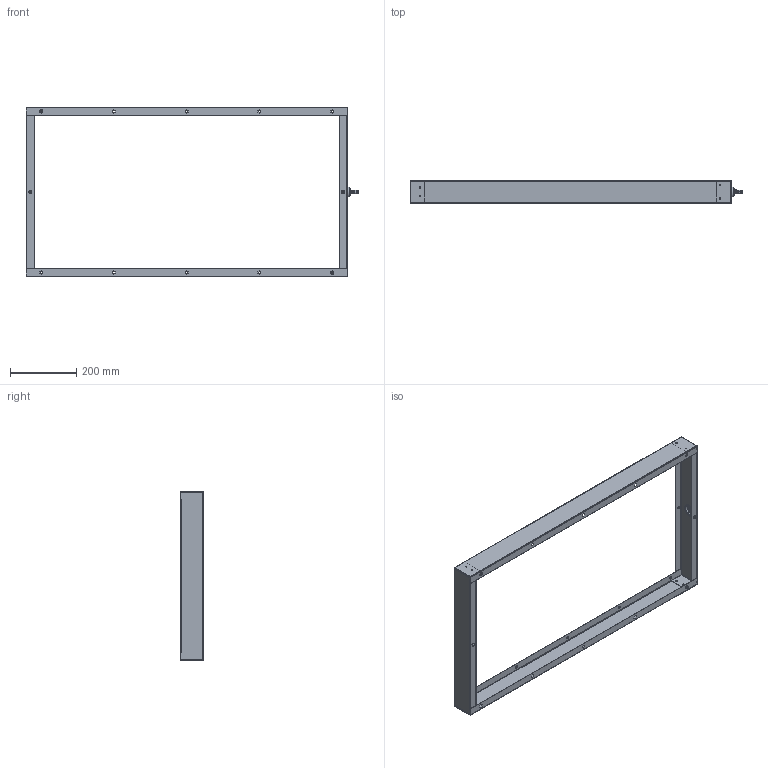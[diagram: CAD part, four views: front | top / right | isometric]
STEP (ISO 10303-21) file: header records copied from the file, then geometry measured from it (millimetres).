
FILE_DESCRIPTION((''),'2;1');
FILE_NAME('6805305_ASM','2020-01-07T09:37:49',('danielc'),(''),'CREO PARAMETRIC BY PTC INC, 2019080','CREO PARAMETRIC BY PTC INC, 2019080','');
FILE_SCHEMA(('CONFIG_CONTROL_DESIGN'));
Length unit declared in the file: millimetre
Products named in the file (9): TG6805-DUCT-EDGES_1_1; TG6805-DUCT-EDGES2_1_1; TG8605-DUCT-EDGES3_1_1; TG6805-DUCT-EDGES-4_1_1; POPNUT_M6_HEX_OPEN_A2_1_1; TG6805-DUCT_ASM_1_ASM_1_ASM; WATERTRAY_DRAIN_FITTING_1_1; TG6805-COMPLETE-DUCT_ASM_1_ASM__ASM; 6805305_ASM
Assembly tree (11 placements, depth 4):
  6805305_ASM
    TG6805-COMPLETE-DUCT_ASM_1_ASM__ASM
      TG6805-DUCT_ASM_1_ASM_1_ASM
        TG6805-DUCT-EDGES_1_1
        TG6805-DUCT-EDGES2_1_1
        TG8605-DUCT-EDGES3_1_1
        TG6805-DUCT-EDGES-4_1_1
        POPNUT_M6_HEX_OPEN_A2_1_1  x4
      WATERTRAY_DRAIN_FITTING_1_1
Bounding box: 1004 x 70.6 x 514 mm (x, y, z)
Volume: 524495.5 mm3; surface area: 712578.9 mm2
Topology: 9 solids, 14 shells, 636 faces, 1618 edges, 1027 vertices
Faces by surface type: plane 351, cylinder 135, torus 72, bspline 42, cone 34, extrusion 2
Entity records: 20247 total; most frequent: CARTESIAN_POINT 7531, DIRECTION 2631, ORIENTED_EDGE 2608, EDGE_CURVE 1306, AXIS2_PLACEMENT_3D 981, VERTEX_POINT 841, VECTOR 669, LINE 667
